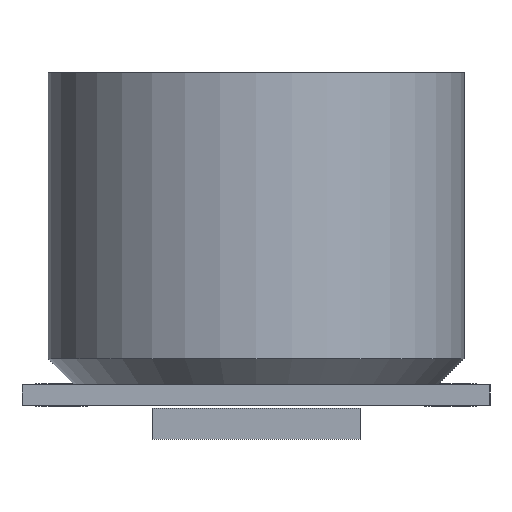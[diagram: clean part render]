
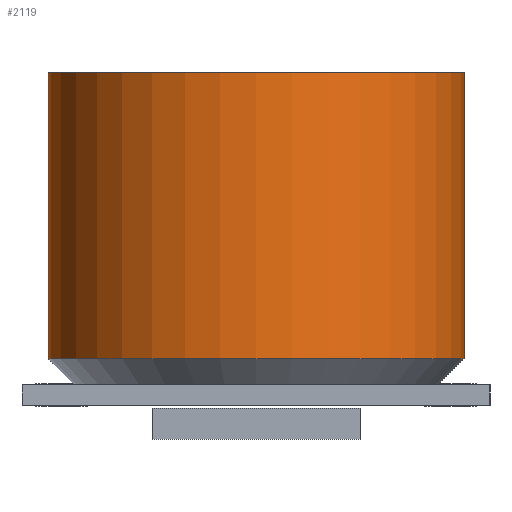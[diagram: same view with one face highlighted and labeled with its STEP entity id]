
A CAD part, left-side view. The second image highlights one B-rep face of the part: STEP entity #2119.
In plain terms, the highlighted cylindrical face has radius 8 mm (diameter 16 mm), a full revolution.
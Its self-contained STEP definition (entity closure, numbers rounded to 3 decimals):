
#492 = CONICAL_SURFACE('',#493,7.,0.785);
#493 = AXIS2_PLACEMENT_3D('',#494,#495,#496);
#494 = CARTESIAN_POINT('',(-11.,0.,0.8));
#495 = DIRECTION('',(0.,0.,1.));
#496 = DIRECTION('',(1.,0.,0.));
#1365 = EDGE_CURVE('',#1366,#1366,#1368,.T.);
#1366 = VERTEX_POINT('',#1367);
#1367 = CARTESIAN_POINT('',(-3.,0.,1.8));
#1368 = SURFACE_CURVE('',#1369,(#1374,#1381),.PCURVE_S1.);
#1369 = CIRCLE('',#1370,8.);
#1370 = AXIS2_PLACEMENT_3D('',#1371,#1372,#1373);
#1371 = CARTESIAN_POINT('',(-11.,0.,1.8));
#1372 = DIRECTION('',(0.,0.,1.));
#1373 = DIRECTION('',(1.,0.,0.));
#1374 = PCURVE('',#492,#1375);
#1375 = DEFINITIONAL_REPRESENTATION('',(#1376),#1380);
#1376 = LINE('',#1377,#1378);
#1377 = CARTESIAN_POINT('',(0.,1.));
#1378 = VECTOR('',#1379,1.);
#1379 = DIRECTION('',(1.,0.));
#1380 = ( GEOMETRIC_REPRESENTATION_CONTEXT(2) 
PARAMETRIC_REPRESENTATION_CONTEXT() REPRESENTATION_CONTEXT('2D SPACE',''
  ) );
#1381 = PCURVE('',#1382,#1387);
#1382 = CYLINDRICAL_SURFACE('',#1383,8.);
#1383 = AXIS2_PLACEMENT_3D('',#1384,#1385,#1386);
#1384 = CARTESIAN_POINT('',(-11.,0.,1.8));
#1385 = DIRECTION('',(-0.,-0.,-1.));
#1386 = DIRECTION('',(1.,0.,0.));
#1387 = DEFINITIONAL_REPRESENTATION('',(#1388),#1391);
#1388 = B_SPLINE_CURVE_WITH_KNOTS('',1,(#1389,#1390),.UNSPECIFIED.,.F.,
  .F.,(2,2),(0.,6.283),.PIECEWISE_BEZIER_KNOTS.);
#1389 = CARTESIAN_POINT('',(0.,0.));
#1390 = CARTESIAN_POINT('',(-6.283,0.));
#1391 = ( GEOMETRIC_REPRESENTATION_CONTEXT(2) 
PARAMETRIC_REPRESENTATION_CONTEXT() REPRESENTATION_CONTEXT('2D SPACE',''
  ) );
#2119 = ADVANCED_FACE('',(#2120),#1382,.T.);
#2120 = FACE_BOUND('',#2121,.F.);
#2121 = EDGE_LOOP('',(#2122,#2145,#2172,#2173));
#2122 = ORIENTED_EDGE('',*,*,#2123,.T.);
#2123 = EDGE_CURVE('',#1366,#2124,#2126,.T.);
#2124 = VERTEX_POINT('',#2125);
#2125 = CARTESIAN_POINT('',(-3.,0.,12.8));
#2126 = SEAM_CURVE('',#2127,(#2131,#2138),.PCURVE_S1.);
#2127 = LINE('',#2128,#2129);
#2128 = CARTESIAN_POINT('',(-3.,0.,1.8));
#2129 = VECTOR('',#2130,1.);
#2130 = DIRECTION('',(0.,0.,1.));
#2131 = PCURVE('',#1382,#2132);
#2132 = DEFINITIONAL_REPRESENTATION('',(#2133),#2137);
#2133 = LINE('',#2134,#2135);
#2134 = CARTESIAN_POINT('',(-0.,0.));
#2135 = VECTOR('',#2136,1.);
#2136 = DIRECTION('',(-0.,-1.));
#2137 = ( GEOMETRIC_REPRESENTATION_CONTEXT(2) 
PARAMETRIC_REPRESENTATION_CONTEXT() REPRESENTATION_CONTEXT('2D SPACE',''
  ) );
#2138 = PCURVE('',#1382,#2139);
#2139 = DEFINITIONAL_REPRESENTATION('',(#2140),#2144);
#2140 = LINE('',#2141,#2142);
#2141 = CARTESIAN_POINT('',(-6.283,0.));
#2142 = VECTOR('',#2143,1.);
#2143 = DIRECTION('',(-0.,-1.));
#2144 = ( GEOMETRIC_REPRESENTATION_CONTEXT(2) 
PARAMETRIC_REPRESENTATION_CONTEXT() REPRESENTATION_CONTEXT('2D SPACE',''
  ) );
#2145 = ORIENTED_EDGE('',*,*,#2146,.T.);
#2146 = EDGE_CURVE('',#2124,#2124,#2147,.T.);
#2147 = SURFACE_CURVE('',#2148,(#2153,#2160),.PCURVE_S1.);
#2148 = CIRCLE('',#2149,8.);
#2149 = AXIS2_PLACEMENT_3D('',#2150,#2151,#2152);
#2150 = CARTESIAN_POINT('',(-11.,0.,12.8));
#2151 = DIRECTION('',(0.,0.,1.));
#2152 = DIRECTION('',(1.,0.,0.));
#2153 = PCURVE('',#1382,#2154);
#2154 = DEFINITIONAL_REPRESENTATION('',(#2155),#2159);
#2155 = LINE('',#2156,#2157);
#2156 = CARTESIAN_POINT('',(-0.,-11.));
#2157 = VECTOR('',#2158,1.);
#2158 = DIRECTION('',(-1.,0.));
#2159 = ( GEOMETRIC_REPRESENTATION_CONTEXT(2) 
PARAMETRIC_REPRESENTATION_CONTEXT() REPRESENTATION_CONTEXT('2D SPACE',''
  ) );
#2160 = PCURVE('',#2161,#2166);
#2161 = PLANE('',#2162);
#2162 = AXIS2_PLACEMENT_3D('',#2163,#2164,#2165);
#2163 = CARTESIAN_POINT('',(-11.,0.,12.8));
#2164 = DIRECTION('',(0.,0.,1.));
#2165 = DIRECTION('',(1.,0.,0.));
#2166 = DEFINITIONAL_REPRESENTATION('',(#2167),#2171);
#2167 = CIRCLE('',#2168,8.);
#2168 = AXIS2_PLACEMENT_2D('',#2169,#2170);
#2169 = CARTESIAN_POINT('',(0.,0.));
#2170 = DIRECTION('',(1.,0.));
#2171 = ( GEOMETRIC_REPRESENTATION_CONTEXT(2) 
PARAMETRIC_REPRESENTATION_CONTEXT() REPRESENTATION_CONTEXT('2D SPACE',''
  ) );
#2172 = ORIENTED_EDGE('',*,*,#2123,.F.);
#2173 = ORIENTED_EDGE('',*,*,#1365,.F.);
